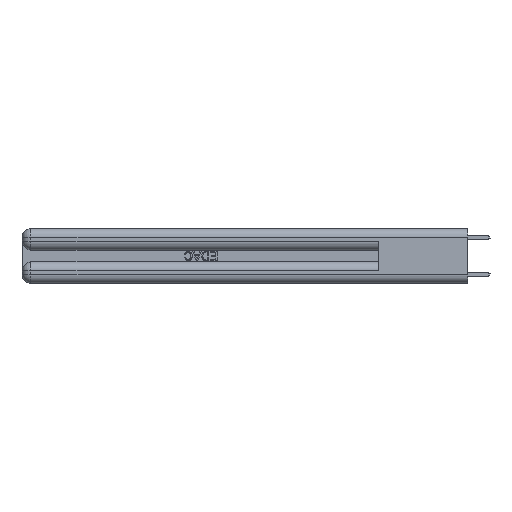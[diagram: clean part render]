
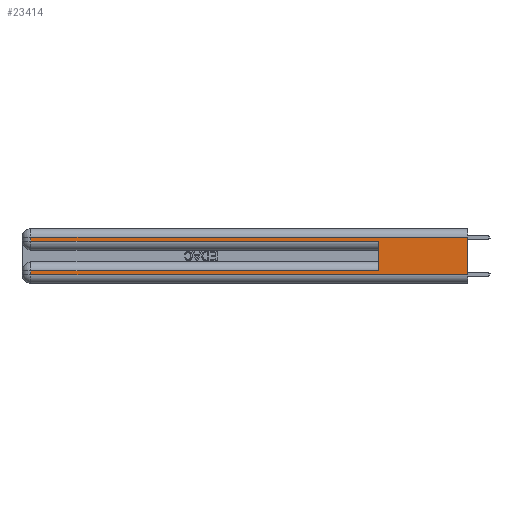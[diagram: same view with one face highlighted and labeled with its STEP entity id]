
A CAD part, left-side view. The second image highlights one B-rep face of the part: STEP entity #23414.
In plain terms, the highlighted planar face has unit normal (-1, 0, 0).
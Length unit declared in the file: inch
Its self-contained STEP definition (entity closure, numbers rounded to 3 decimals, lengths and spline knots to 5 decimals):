
#1281 = CARTESIAN_POINT ( 'NONE',  ( 0., 0., 0.37 ) ) ;
#1309 = VERTEX_POINT ( 'NONE', #10552 ) ;
#1691 = VERTEX_POINT ( 'NONE', #18146 ) ;
#1762 = LINE ( 'NONE', #21161, #15164 ) ;
#1776 = VERTEX_POINT ( 'NONE', #26334 ) ;
#2247 = DIRECTION ( 'NONE',  ( 0., -1., 0. ) ) ;
#2714 = VERTEX_POINT ( 'NONE', #16275 ) ;
#3109 = VECTOR ( 'NONE', #34835, 39.37008 ) ;
#3799 = VERTEX_POINT ( 'NONE', #6860 ) ;
#4715 = ORIENTED_EDGE ( 'NONE', *, *, #21974, .T. ) ;
#6860 = CARTESIAN_POINT ( 'NONE',  ( 0., 0., 0.06 ) ) ;
#7184 = DIRECTION ( 'NONE',  ( 0., 1., 0. ) ) ;
#7499 = EDGE_CURVE ( 'NONE', #1691, #1309, #1762, .T. ) ;
#7594 = CARTESIAN_POINT ( 'NONE',  ( 0., 0., 0.285 ) ) ;
#7689 = VECTOR ( 'NONE', #7184, 39.37008 ) ;
#8309 = CARTESIAN_POINT ( 'NONE',  ( 0., 2.94, 0.37 ) ) ;
#8341 = VECTOR ( 'NONE', #29826, 39.37008 ) ;
#9711 = LINE ( 'NONE', #20539, #7689 ) ;
#9800 = VERTEX_POINT ( 'NONE', #31618 ) ;
#10552 = CARTESIAN_POINT ( 'NONE',  ( 0., 2.94, 0.085 ) ) ;
#11363 = ORIENTED_EDGE ( 'NONE', *, *, #31849, .F. ) ;
#12141 = DIRECTION ( 'NONE',  ( 0., 0., -1. ) ) ;
#12147 = ORIENTED_EDGE ( 'NONE', *, *, #17433, .F. ) ;
#12709 = ORIENTED_EDGE ( 'NONE', *, *, #19321, .T. ) ;
#14023 = DIRECTION ( 'NONE',  ( 1., 0., 0. ) ) ;
#14128 = CARTESIAN_POINT ( 'NONE',  ( 0., 0., 0.37 ) ) ;
#15164 = VECTOR ( 'NONE', #23307, 39.37008 ) ;
#15844 = CARTESIAN_POINT ( 'NONE',  ( 0., 0.6, 0.145 ) ) ;
#16118 = VECTOR ( 'NONE', #12141, 39.37008 ) ;
#16275 = CARTESIAN_POINT ( 'NONE',  ( 0., 0., 0.31 ) ) ;
#17433 = EDGE_CURVE ( 'NONE', #2714, #3799, #25673, .T. ) ;
#17743 = VECTOR ( 'NONE', #30001, 39.37008 ) ;
#18146 = CARTESIAN_POINT ( 'NONE',  ( 0., 0.6, 0.085 ) ) ;
#18691 = VERTEX_POINT ( 'NONE', #27769 ) ;
#19011 = DIRECTION ( 'NONE',  ( 0., 0., -1. ) ) ;
#19321 = EDGE_CURVE ( 'NONE', #2714, #18691, #9711, .T. ) ;
#20539 = CARTESIAN_POINT ( 'NONE',  ( 0., 0., 0.31 ) ) ;
#20666 = CARTESIAN_POINT ( 'NONE',  ( 0., 0.6, 0.285 ) ) ;
#20748 = LINE ( 'NONE', #20920, #23630 ) ;
#20920 = CARTESIAN_POINT ( 'NONE',  ( 0., 0., 0.06 ) ) ;
#21149 = LINE ( 'NONE', #15844, #3109 ) ;
#21161 = CARTESIAN_POINT ( 'NONE',  ( 0., 0., 0.085 ) ) ;
#21646 = LINE ( 'NONE', #7594, #29918 ) ;
#21974 = EDGE_CURVE ( 'NONE', #9800, #3799, #20748, .T. ) ;
#22343 = LINE ( 'NONE', #32668, #8341 ) ;
#22380 = FACE_OUTER_BOUND ( 'NONE', #24450, .T. ) ;
#22585 = AXIS2_PLACEMENT_3D ( 'NONE', #14128, #14023, #19011 ) ;
#23279 = ORIENTED_EDGE ( 'NONE', *, *, #26912, .T. ) ;
#23307 = DIRECTION ( 'NONE',  ( 0., 1., 0. ) ) ;
#23414 = ADVANCED_FACE ( 'NONE', ( #22380 ), #27553, .F. ) ;
#23630 = VECTOR ( 'NONE', #31775, 39.37008 ) ;
#24450 = EDGE_LOOP ( 'NONE', ( #12147, #12709, #23279, #33516, #11363, #34256, #27673, #4715 ) ) ;
#25673 = LINE ( 'NONE', #1281, #16118 ) ;
#26334 = CARTESIAN_POINT ( 'NONE',  ( 0., 2.94, 0.285 ) ) ;
#26912 = EDGE_CURVE ( 'NONE', #18691, #1776, #32666, .T. ) ;
#27553 = PLANE ( 'NONE',  #22585 ) ;
#27673 = ORIENTED_EDGE ( 'NONE', *, *, #33892, .T. ) ;
#27769 = CARTESIAN_POINT ( 'NONE',  ( 0., 2.94, 0.31 ) ) ;
#29826 = DIRECTION ( 'NONE',  ( 0., 0., -1. ) ) ;
#29918 = VECTOR ( 'NONE', #2247, 39.37008 ) ;
#30001 = DIRECTION ( 'NONE',  ( 0., 0., -1. ) ) ;
#31618 = CARTESIAN_POINT ( 'NONE',  ( 0., 2.94, 0.06 ) ) ;
#31775 = DIRECTION ( 'NONE',  ( 0., -1., 0. ) ) ;
#31849 = EDGE_CURVE ( 'NONE', #1691, #33289, #21149, .T. ) ;
#32666 = LINE ( 'NONE', #8309, #17743 ) ;
#32668 = CARTESIAN_POINT ( 'NONE',  ( 0., 2.94, 0.37 ) ) ;
#33289 = VERTEX_POINT ( 'NONE', #20666 ) ;
#33516 = ORIENTED_EDGE ( 'NONE', *, *, #33696, .T. ) ;
#33696 = EDGE_CURVE ( 'NONE', #1776, #33289, #21646, .T. ) ;
#33892 = EDGE_CURVE ( 'NONE', #1309, #9800, #22343, .T. ) ;
#34256 = ORIENTED_EDGE ( 'NONE', *, *, #7499, .T. ) ;
#34835 = DIRECTION ( 'NONE',  ( 0., 0., 1. ) ) ;
